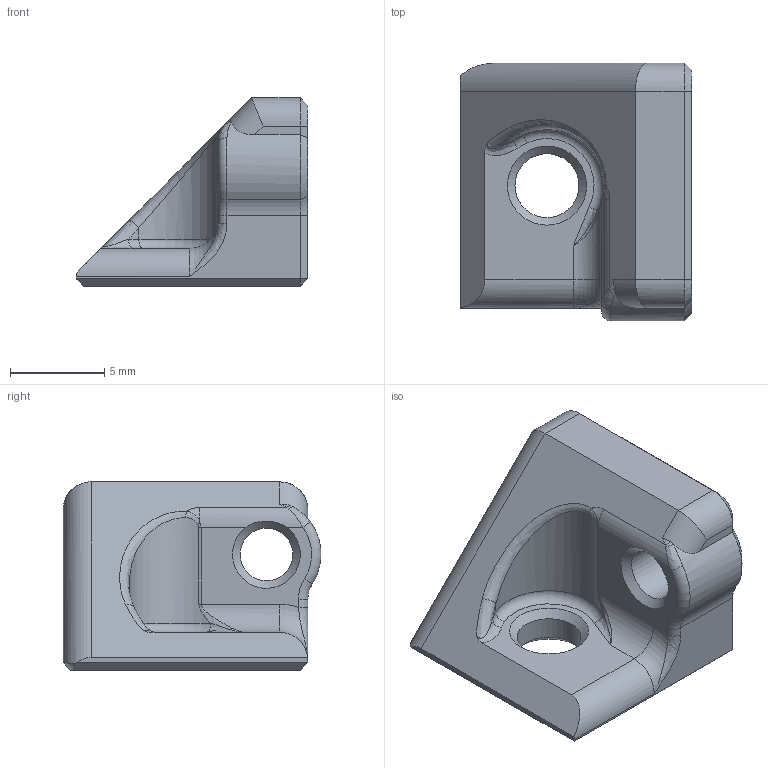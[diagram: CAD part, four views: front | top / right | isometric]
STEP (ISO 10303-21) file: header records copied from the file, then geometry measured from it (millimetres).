
FILE_DESCRIPTION(/* description */ (''),/* implementation_level */ '2;1');
FILE_NAME(/* name */ 'X Endstop Bumper Modification.step',/* time_stamp */ '2021-11-22T20:59:47-08:00',/* author */ (''),/* organization */ (''),/* preprocessor_version */ 'ST-DEVELOPER v18.1',/* originating_system */ 'Autodesk Translation Framework v10.10.0.1391',/* authorisation */ '');
FILE_SCHEMA (('AUTOMOTIVE_DESIGN { 1 0 10303 214 3 1 1 }'));
Length unit declared in the file: millimetre
Products named in the file (1): X Endstop Bumper Clearance
Bounding box: 12.32 x 13.7 x 10 mm (x, y, z)
Volume: 804.7 mm3; surface area: 679.4 mm2
Topology: 1 solids, 1 shells, 62 faces, 147 edges, 84 vertices
Faces by surface type: plane 20, cylinder 15, bspline 14, cone 8, torus 5
Full cylindrical faces by diameter (mm): 2.8 x1, 3.4 x1
Entity records: 2247 total; most frequent: CARTESIAN_POINT 855, ORIENTED_EDGE 290, DIRECTION 270, EDGE_CURVE 145, AXIS2_PLACEMENT_3D 103, VERTEX_POINT 84, EDGE_LOOP 65, LINE 64
